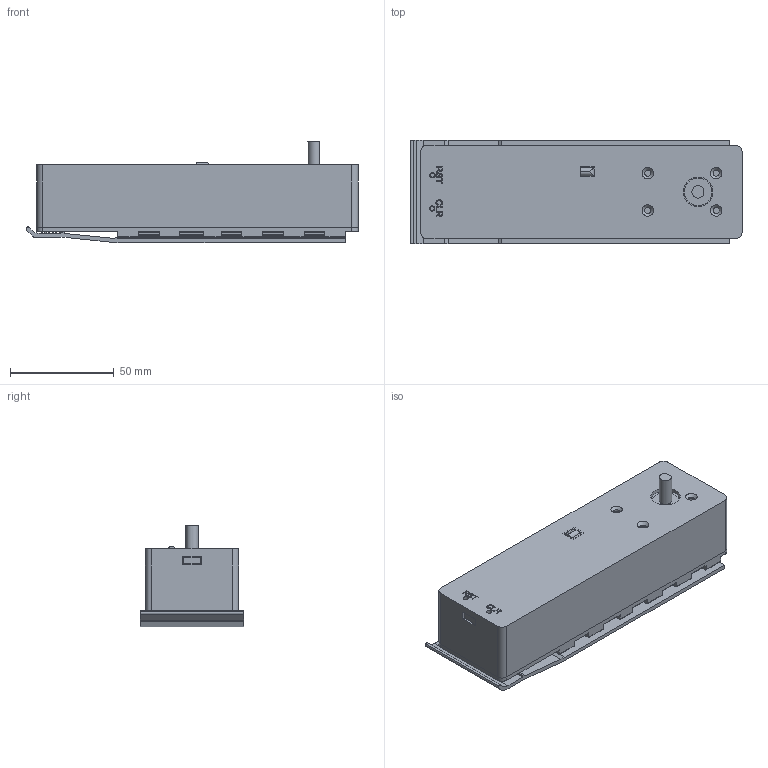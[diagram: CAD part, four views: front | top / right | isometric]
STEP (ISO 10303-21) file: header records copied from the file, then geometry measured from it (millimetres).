
FILE_DESCRIPTION(/* description */ (''),/* implementation_level */ '2;1');
FILE_NAME(/* name */ 'ChaosBlindsMotor v28.step',/* time_stamp */ '2024-05-10T19:31:36+08:00',/* author */ (''),/* organization */ (''),/* preprocessor_version */ 'ST-DEVELOPER v20',/* originating_system */ 'Autodesk Translation Framework v12.20.1.177',/* authorisation */ '');
FILE_SCHEMA (('AUTOMOTIVE_DESIGN { 1 0 10303 214 3 1 1 }'));
Length unit declared in the file: millimetre
Products named in the file (8): 自动升窗器; NodeMCU; IR Receiver; DRV8833 Board; 带编码器减速电机; 外壳; 外壳滑动背板; 滑动固定片
Assembly tree (7 placements, depth 2):
  自动升窗器
    NodeMCU
    IR Receiver
    DRV8833 Board
    带编码器减速电机
    外壳
    外壳滑动背板
    滑动固定片
Bounding box: 160.19 x 50 x 49.1 mm (x, y, z)
Volume: 136854.4 mm3; surface area: 99590 mm2
Topology: 14 solids, 14 shells, 684 faces, 1752 edges, 1134 vertices
Faces by surface type: plane 335, cylinder 214, bspline 89, torus 26, cone 12, sphere 8
Full cylindrical faces by diameter (mm): 2 x8, 2.5 x14, 3 x14, 5 x2, 7.5 x4, 13.3 x1, 14 x1, 14.3 x1, 24 x1
Entity records: 21986 total; most frequent: CARTESIAN_POINT 5334, ORIENTED_EDGE 3496, DIRECTION 3212, EDGE_CURVE 1748, VERTEX_POINT 1134, LINE 1108, VECTOR 1108, AXIS2_PLACEMENT_3D 1052
